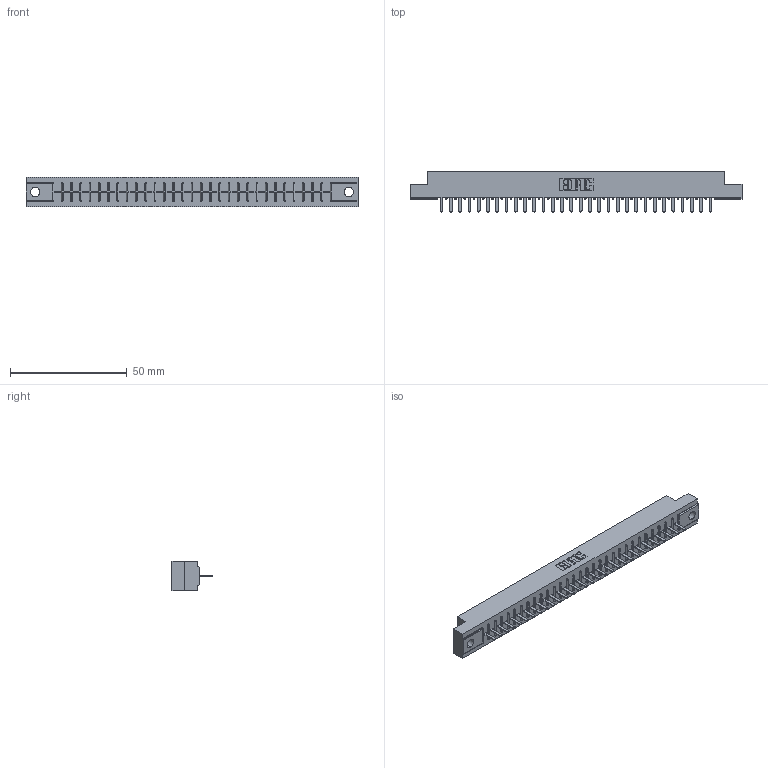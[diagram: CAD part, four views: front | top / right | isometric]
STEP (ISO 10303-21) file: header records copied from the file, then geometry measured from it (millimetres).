
FILE_DESCRIPTION (( 'STEP AP203' ), '1' );
FILE_NAME ('356-030-420-104.STEP', '2020-09-23T20:27:52', ( '' ), ( '' ), 'SwSTEP 2.0', 'SolidWorks 2020', '' );
FILE_SCHEMA (( 'CONFIG_CONTROL_DESIGN' ));
Length unit declared in the file: inch
Products named in the file (3): 306 Part_.156 Dia; 306-290-001_120; 356-030-420-104
Assembly tree (31 placements, depth 2):
  356-030-420-104
    306 Part_.156 Dia
    306-290-001_120  x30
Bounding box: 141.88 x 17.12 x 12.7 mm (x, y, z)
Volume: 15476.8 mm3; surface area: 15589.4 mm2
Topology: 31 solids, 31 shells, 2230 faces, 6262 edges, 4012 vertices
Faces by surface type: plane 1492, cylinder 618, sphere 120
Entity records: 29905 total; most frequent: CARTESIAN_POINT 5023, ORIENTED_EDGE 4976, DIRECTION 4946, EDGE_CURVE 2488, LINE 1948, VECTOR 1948, VERTEX_POINT 1576, AXIS2_PLACEMENT_3D 1499
